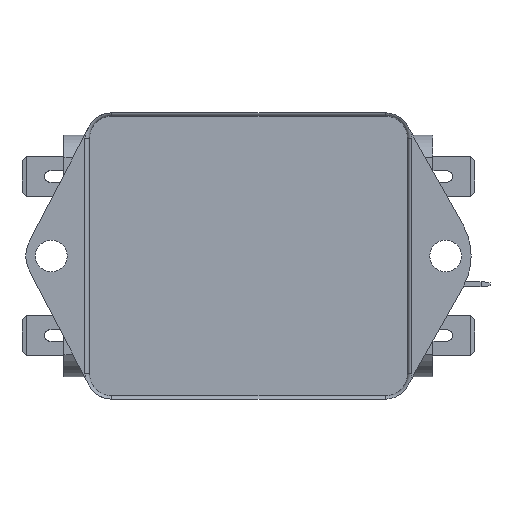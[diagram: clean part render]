
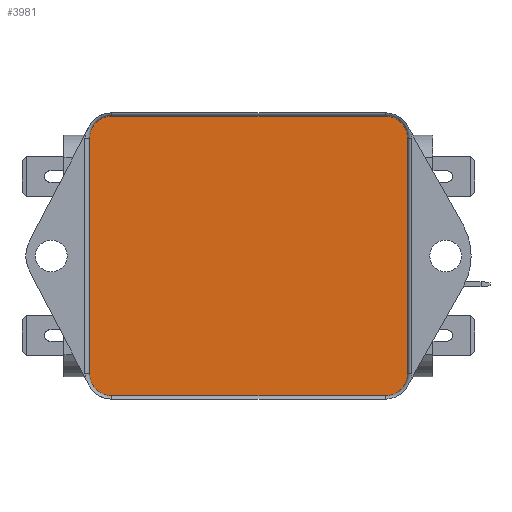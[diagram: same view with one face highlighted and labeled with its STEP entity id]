
A CAD part, front view. The second image highlights one B-rep face of the part: STEP entity #3981.
In plain terms, the highlighted planar face has unit normal (0, -1, 0).
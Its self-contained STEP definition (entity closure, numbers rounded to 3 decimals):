
#3981=ADVANCED_FACE('',(#7530),#7531,.F.);
#7530=FACE_OUTER_BOUND('',#12644,.T.);
#7531=PLANE('',#12645);
#12644=EDGE_LOOP('',(#17021,#17022,#17023,#17024,#17025,#17026,#17027,#17028));
#12645=AXIS2_PLACEMENT_3D('',#17029,#17030,#17031);
#17021=ORIENTED_EDGE('',*,*,#17508,.F.);
#17022=ORIENTED_EDGE('',*,*,#17509,.F.);
#17023=ORIENTED_EDGE('',*,*,#17510,.F.);
#17024=ORIENTED_EDGE('',*,*,#17511,.F.);
#17025=ORIENTED_EDGE('',*,*,#17512,.F.);
#17026=ORIENTED_EDGE('',*,*,#17513,.F.);
#17027=ORIENTED_EDGE('',*,*,#17514,.F.);
#17028=ORIENTED_EDGE('',*,*,#17515,.F.);
#17029=CARTESIAN_POINT('',(21.5,23.783,2.291));
#17030=DIRECTION('',(-0.0,1.0,0.0));
#17031=DIRECTION('',(1.0,0.0,0.0));
#17508=EDGE_CURVE('',#17908,#17909,#17910,.T.);
#17509=EDGE_CURVE('',#17911,#17908,#17912,.T.);
#17510=EDGE_CURVE('',#17913,#17911,#17914,.T.);
#17511=EDGE_CURVE('',#17915,#17913,#17916,.T.);
#17512=EDGE_CURVE('',#17917,#17915,#17918,.T.);
#17513=EDGE_CURVE('',#17919,#17917,#17920,.T.);
#17514=EDGE_CURVE('',#17921,#17919,#17922,.T.);
#17515=EDGE_CURVE('',#17909,#17921,#17923,.T.);
#17908=VERTEX_POINT('',#18328);
#17909=VERTEX_POINT('',#18329);
#17910=CIRCLE('',#18330,3.5);
#17911=VERTEX_POINT('',#18331);
#17912=LINE('',#18332,#18333);
#17913=VERTEX_POINT('',#18334);
#17914=CIRCLE('',#18335,3.5);
#17915=VERTEX_POINT('',#18336);
#17916=LINE('',#18337,#18338);
#17917=VERTEX_POINT('',#18339);
#17918=CIRCLE('',#18340,3.5);
#17919=VERTEX_POINT('',#18341);
#17920=LINE('',#18342,#18343);
#17921=VERTEX_POINT('',#18344);
#17922=CIRCLE('',#18345,3.5);
#17923=LINE('',#18346,#18347);
#18328=CARTESIAN_POINT('',(21.5,23.783,5.791));
#18329=CARTESIAN_POINT('',(25.0,23.783,2.291));
#18330=AXIS2_PLACEMENT_3D('',#18412,#18413,#18414);
#18331=CARTESIAN_POINT('',(-21.5,23.783,5.791));
#18332=CARTESIAN_POINT('',(-21.5,23.783,5.791));
#18333=VECTOR('',#18415,1.0);
#18334=CARTESIAN_POINT('',(-25.0,23.783,2.291));
#18335=AXIS2_PLACEMENT_3D('',#18416,#18417,#18418);
#18336=CARTESIAN_POINT('',(-25.0,23.783,-34.709));
#18337=CARTESIAN_POINT('',(-25.0,23.783,-34.709));
#18338=VECTOR('',#18419,1.0);
#18339=CARTESIAN_POINT('',(-21.5,23.783,-38.209));
#18340=AXIS2_PLACEMENT_3D('',#18420,#18421,#18422);
#18341=CARTESIAN_POINT('',(21.5,23.783,-38.209));
#18342=CARTESIAN_POINT('',(21.5,23.783,-38.209));
#18343=VECTOR('',#18423,1.0);
#18344=CARTESIAN_POINT('',(25.0,23.783,-34.709));
#18345=AXIS2_PLACEMENT_3D('',#18424,#18425,#18426);
#18346=CARTESIAN_POINT('',(25.0,23.783,2.291));
#18347=VECTOR('',#18427,1.0);
#18412=CARTESIAN_POINT('',(21.5,23.783,2.291));
#18413=DIRECTION('',(-0.0,1.0,0.0));
#18414=DIRECTION('',(1.0,0.0,0.0));
#18415=DIRECTION('',(1.0,0.0,0.));
#18416=CARTESIAN_POINT('',(-21.5,23.783,2.291));
#18417=DIRECTION('',(-0.0,1.0,0.0));
#18418=DIRECTION('',(1.0,0.0,0.0));
#18419=DIRECTION('',(0.,0.0,1.0));
#18420=CARTESIAN_POINT('',(-21.5,23.783,-34.709));
#18421=DIRECTION('',(-0.0,1.0,0.0));
#18422=DIRECTION('',(1.0,0.0,0.0));
#18423=DIRECTION('',(-1.0,0.0,0.));
#18424=CARTESIAN_POINT('',(21.5,23.783,-34.709));
#18425=DIRECTION('',(-0.0,1.0,0.0));
#18426=DIRECTION('',(1.0,0.0,0.0));
#18427=DIRECTION('',(0.,0.0,-1.0));
